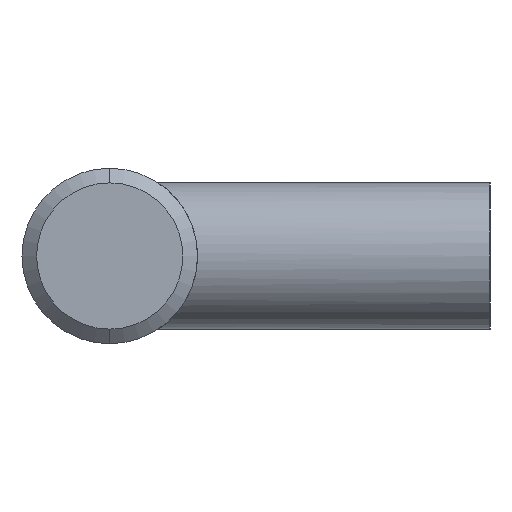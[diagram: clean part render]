
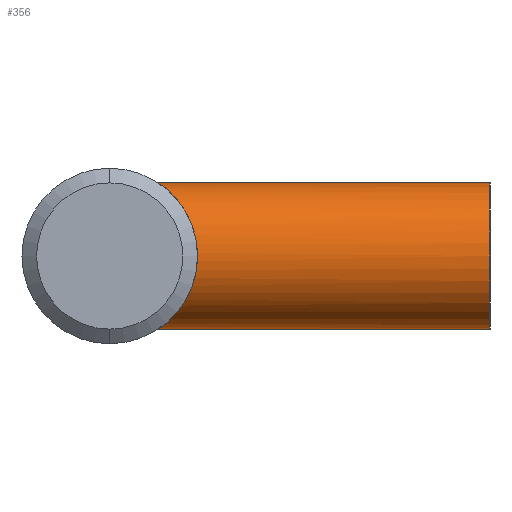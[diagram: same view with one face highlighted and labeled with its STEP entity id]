
A CAD part, left-side view. The second image highlights one B-rep face of the part: STEP entity #356.
In plain terms, the highlighted cylindrical face has radius 5 mm (diameter 10 mm), a partial arc.
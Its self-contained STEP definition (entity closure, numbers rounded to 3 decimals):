
#13 = ORIENTED_EDGE ( 'NONE', *, *, #248, .T. ) ;
#21 = AXIS2_PLACEMENT_3D ( 'NONE', #195, #400, #47 ) ;
#24 = CARTESIAN_POINT ( 'NONE',  ( -5.009, -6.008, 0.006 ) ) ;
#29 = CARTESIAN_POINT ( 'NONE',  ( -4.284, -5.417, 2.597 ) ) ;
#33 = VERTEX_POINT ( 'NONE', #185 ) ;
#34 = CARTESIAN_POINT ( 'NONE',  ( -4.821, -5.852, -1.369 ) ) ;
#40 = CARTESIAN_POINT ( 'NONE',  ( 0., -3.317, 5. ) ) ;
#47 = DIRECTION ( 'NONE',  ( 0., 0., 1. ) ) ;
#54 = CARTESIAN_POINT ( 'NONE',  ( 0., -26., 5. ) ) ;
#71 = ORIENTED_EDGE ( 'NONE', *, *, #453, .T. ) ;
#75 = CARTESIAN_POINT ( 'NONE',  ( -0.354, -3.317, 5. ) ) ;
#78 = CARTESIAN_POINT ( 'NONE',  ( -3.272, -4.656, 3.794 ) ) ;
#81 = CARTESIAN_POINT ( 'NONE',  ( -3.277, -4.66, -3.789 ) ) ;
#85 = CARTESIAN_POINT ( 'NONE',  ( -4.928, -5.94, -0.863 ) ) ;
#88 = VECTOR ( 'NONE', #491, 1000. ) ;
#94 = FACE_OUTER_BOUND ( 'NONE', #131, .T. ) ;
#130 = DIRECTION ( 'NONE',  ( 0., 1., 0. ) ) ;
#131 = EDGE_LOOP ( 'NONE', ( #616, #71, #216, #13 ) ) ;
#133 = AXIS2_PLACEMENT_3D ( 'NONE', #570, #510, #609 ) ;
#140 = CARTESIAN_POINT ( 'NONE',  ( -4.713, -5.762, 1.703 ) ) ;
#144 = CARTESIAN_POINT ( 'NONE',  ( -2.249, -3.999, 4.477 ) ) ;
#174 = VERTEX_POINT ( 'NONE', #40 ) ;
#176 = CARTESIAN_POINT ( 'NONE',  ( -0.697, -3.385, -4.954 ) ) ;
#180 = CARTESIAN_POINT ( 'NONE',  ( -3.714, -4.977, 3.362 ) ) ;
#181 = VERTEX_POINT ( 'NONE', #632 ) ;
#185 = CARTESIAN_POINT ( 'NONE',  ( 0., -26., 5. ) ) ;
#187 = CARTESIAN_POINT ( 'NONE',  ( -4.818, -5.849, 1.38 ) ) ;
#191 = CARTESIAN_POINT ( 'NONE',  ( -0.353, -3.331, -4.991 ) ) ;
#195 = CARTESIAN_POINT ( 'NONE',  ( 0., -26., 0. ) ) ;
#216 = ORIENTED_EDGE ( 'NONE', *, *, #348, .T. ) ;
#222 = EDGE_CURVE ( 'NONE', #277, #181, #339, .T. ) ;
#226 = CARTESIAN_POINT ( 'NONE',  ( -2.527, -4.165, -4.325 ) ) ;
#229 = CARTESIAN_POINT ( 'NONE',  ( -3.718, -4.98, -3.357 ) ) ;
#233 = CIRCLE ( 'NONE', #133, 5. ) ;
#238 = B_SPLINE_CURVE_WITH_KNOTS ( 'NONE', 3,
 ( #586, #75, #473, #468, #287, #144, #425, #477, #78, #180, #536, #29, #241, #140, #187, #434, #328, #532, #24, #377, #481, #85, #34, #373, #437, #582, #279, #229, #81, #429, #226, #626, #332, #368, #526, #635, #622, #176, #191, #382, #590 ),
 .UNSPECIFIED., .F., .F.,
 ( 4, 2, 2, 2, 2, 2, 2, 2, 2, 1, 2, 2, 2, 2, 2, 2, 2, 2, 2, 2, 4 ),
 ( 0., 0.001, 0.002, 0.003, 0.004, 0.005, 0.006, 0.007, 0.008, 0.008, 0.009, 0.009, 0.01, 0.011, 0.013, 0.014, 0.015, 0.015, 0.016, 0.016, 0.017 ),
 .UNSPECIFIED. ) ;
#241 = CARTESIAN_POINT ( 'NONE',  ( -4.444, -5.545, 2.316 ) ) ;
#248 = EDGE_CURVE ( 'NONE', #174, #181, #238, .T. ) ;
#277 = VERTEX_POINT ( 'NONE', #619 ) ;
#279 = CARTESIAN_POINT ( 'NONE',  ( -3.924, -5.136, -3.116 ) ) ;
#287 = CARTESIAN_POINT ( 'NONE',  ( -1.667, -3.704, 4.724 ) ) ;
#303 = LINE ( 'NONE', #54, #88 ) ;
#328 = CARTESIAN_POINT ( 'NONE',  ( -4.954, -5.961, 0.702 ) ) ;
#332 = CARTESIAN_POINT ( 'NONE',  ( -1.816, -3.779, -4.661 ) ) ;
#336 = CARTESIAN_POINT ( 'NONE',  ( 0., -26., -5. ) ) ;
#339 = LINE ( 'NONE', #336, #629 ) ;
#348 = EDGE_CURVE ( 'NONE', #33, #174, #303, .T. ) ;
#356 = ADVANCED_FACE ( 'NONE', ( #94 ), #449, .T. ) ;
#368 = CARTESIAN_POINT ( 'NONE',  ( -1.667, -3.709, -4.717 ) ) ;
#373 = CARTESIAN_POINT ( 'NONE',  ( -4.717, -5.766, -1.692 ) ) ;
#377 = CARTESIAN_POINT ( 'NONE',  ( -4.991, -5.993, -0.342 ) ) ;
#382 = CARTESIAN_POINT ( 'NONE',  ( -0.175, -3.317, -5. ) ) ;
#400 = DIRECTION ( 'NONE',  ( 0., 1., 0. ) ) ;
#425 = CARTESIAN_POINT ( 'NONE',  ( -2.525, -4.164, 4.327 ) ) ;
#429 = CARTESIAN_POINT ( 'NONE',  ( -3.04, -4.494, -3.982 ) ) ;
#434 = CARTESIAN_POINT ( 'NONE',  ( -4.926, -5.938, 0.875 ) ) ;
#437 = CARTESIAN_POINT ( 'NONE',  ( -4.449, -5.548, -2.307 ) ) ;
#449 = CYLINDRICAL_SURFACE ( 'NONE', #21, 5. ) ;
#453 = EDGE_CURVE ( 'NONE', #277, #33, #233, .T. ) ;
#468 = CARTESIAN_POINT ( 'NONE',  ( -1.36, -3.571, 4.823 ) ) ;
#473 = CARTESIAN_POINT ( 'NONE',  ( -0.696, -3.374, 4.963 ) ) ;
#477 = CARTESIAN_POINT ( 'NONE',  ( -3.035, -4.491, 3.986 ) ) ;
#481 = CARTESIAN_POINT ( 'NONE',  ( -4.955, -5.963, -0.689 ) ) ;
#491 = DIRECTION ( 'NONE',  ( 0., 1., 0. ) ) ;
#510 = DIRECTION ( 'NONE',  ( 0., 1., 0. ) ) ;
#526 = CARTESIAN_POINT ( 'NONE',  ( -1.356, -3.58, -4.815 ) ) ;
#532 = CARTESIAN_POINT ( 'NONE',  ( -4.991, -5.992, 0.354 ) ) ;
#536 = CARTESIAN_POINT ( 'NONE',  ( -3.921, -5.134, 3.119 ) ) ;
#570 = CARTESIAN_POINT ( 'NONE',  ( 0., -26., 0. ) ) ;
#582 = CARTESIAN_POINT ( 'NONE',  ( -4.289, -5.42, -2.59 ) ) ;
#586 = CARTESIAN_POINT ( 'NONE',  ( 0., -3.317, 5. ) ) ;
#590 = CARTESIAN_POINT ( 'NONE',  ( 0., -3.317, -5. ) ) ;
#609 = DIRECTION ( 'NONE',  ( 0., 0., 1. ) ) ;
#616 = ORIENTED_EDGE ( 'NONE', *, *, #222, .F. ) ;
#619 = CARTESIAN_POINT ( 'NONE',  ( 0., -26., -5. ) ) ;
#622 = CARTESIAN_POINT ( 'NONE',  ( -0.865, -3.424, -4.927 ) ) ;
#626 = CARTESIAN_POINT ( 'NONE',  ( -2.252, -4.001, -4.475 ) ) ;
#629 = VECTOR ( 'NONE', #130, 1000. ) ;
#632 = CARTESIAN_POINT ( 'NONE',  ( 0., -3.317, -5. ) ) ;
#635 = CARTESIAN_POINT ( 'NONE',  ( -1.195, -3.522, -4.858 ) ) ;
